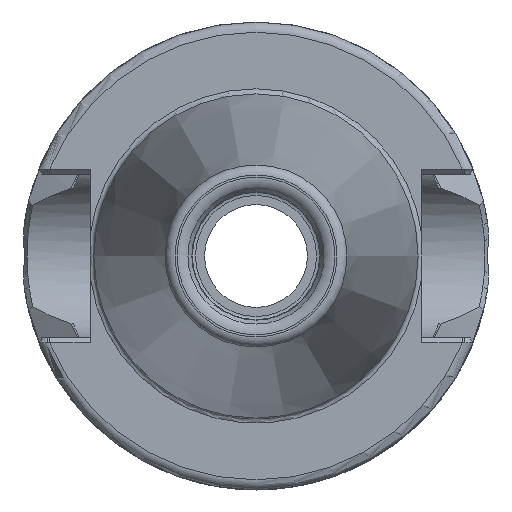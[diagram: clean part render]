
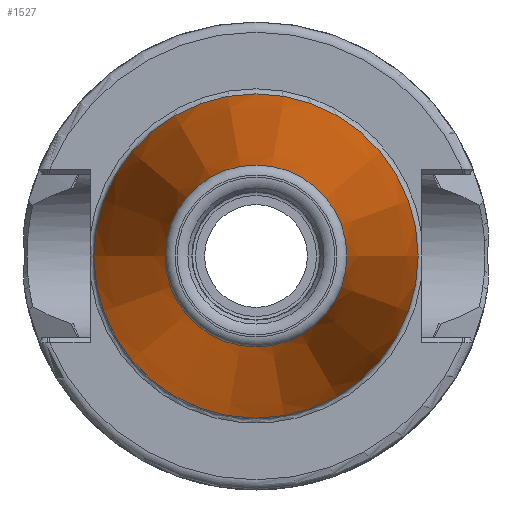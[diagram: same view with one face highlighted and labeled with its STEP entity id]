
A CAD part, left-side view. The second image highlights one B-rep face of the part: STEP entity #1527.
In plain terms, the highlighted conical face has half-angle 8.297 degrees and reference radius 12.437 mm.
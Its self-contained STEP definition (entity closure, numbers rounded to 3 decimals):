
#42=CONICAL_SURFACE('',#1679,12.437,0.145);
#161=CIRCLE('',#1675,8.941);
#162=CIRCLE('',#1676,8.941);
#163=CIRCLE('',#1677,8.941);
#165=CIRCLE('',#1680,15.933);
#166=CIRCLE('',#1681,15.933);
#262=FACE_OUTER_BOUND('',#346,.T.);
#346=EDGE_LOOP('',(#1351,#1352,#1353,#1354,#1355,#1356,#1357));
#433=LINE('',#3342,#505);
#505=VECTOR('',#2034,12.437);
#703=VERTEX_POINT('',#3330);
#704=VERTEX_POINT('',#3331);
#705=VERTEX_POINT('',#3333);
#706=VERTEX_POINT('',#3338);
#707=VERTEX_POINT('',#3339);
#929=EDGE_CURVE('',#703,#704,#161,.T.);
#930=EDGE_CURVE('',#705,#703,#162,.T.);
#931=EDGE_CURVE('',#704,#705,#163,.T.);
#933=EDGE_CURVE('',#706,#707,#165,.T.);
#934=EDGE_CURVE('',#707,#706,#166,.T.);
#935=EDGE_CURVE('',#707,#705,#433,.T.);
#1351=ORIENTED_EDGE('',*,*,#933,.F.);
#1352=ORIENTED_EDGE('',*,*,#934,.F.);
#1353=ORIENTED_EDGE('',*,*,#935,.T.);
#1354=ORIENTED_EDGE('',*,*,#930,.T.);
#1355=ORIENTED_EDGE('',*,*,#929,.T.);
#1356=ORIENTED_EDGE('',*,*,#931,.T.);
#1357=ORIENTED_EDGE('',*,*,#935,.F.);
#1527=ADVANCED_FACE('',(#262),#42,.T.);
#1675=AXIS2_PLACEMENT_3D('',#3332,#2020,#2021);
#1676=AXIS2_PLACEMENT_3D('',#3334,#2022,#2023);
#1677=AXIS2_PLACEMENT_3D('',#3335,#2024,#2025);
#1679=AXIS2_PLACEMENT_3D('',#3337,#2028,#2029);
#1680=AXIS2_PLACEMENT_3D('',#3340,#2030,#2031);
#1681=AXIS2_PLACEMENT_3D('',#3341,#2032,#2033);
#2020=DIRECTION('center_axis',(1.,0.,0.));
#2021=DIRECTION('ref_axis',(0.,0.,-1.));
#2022=DIRECTION('center_axis',(1.,0.,0.));
#2023=DIRECTION('ref_axis',(0.,0.,-1.));
#2024=DIRECTION('center_axis',(1.,0.,0.));
#2025=DIRECTION('ref_axis',(0.,0.,-1.));
#2028=DIRECTION('center_axis',(1.,0.,0.));
#2029=DIRECTION('ref_axis',(0.,1.,0.));
#2030=DIRECTION('center_axis',(1.,0.,0.));
#2031=DIRECTION('ref_axis',(0.,0.,-1.));
#2032=DIRECTION('center_axis',(1.,0.,0.));
#2033=DIRECTION('ref_axis',(0.,0.,-1.));
#2034=DIRECTION('',(-0.99,0.144,0.));
#3330=CARTESIAN_POINT('',(-47.944,8.941,0.));
#3331=CARTESIAN_POINT('',(-47.944,0.,8.941));
#3332=CARTESIAN_POINT('Origin',(-47.944,0.,
0.));
#3333=CARTESIAN_POINT('',(-47.944,-8.941,0.));
#3334=CARTESIAN_POINT('Origin',(-47.944,0.,
0.));
#3335=CARTESIAN_POINT('Origin',(-47.944,0.,
0.));
#3337=CARTESIAN_POINT('Origin',(-23.972,0.,0.));
#3338=CARTESIAN_POINT('',(0.,15.933,0.));
#3339=CARTESIAN_POINT('',(0.,-15.933,0.));
#3340=CARTESIAN_POINT('Origin',(0.,0.,
0.));
#3341=CARTESIAN_POINT('Origin',(0.,0.,
0.));
#3342=CARTESIAN_POINT('',(-23.972,-12.437,0.));
